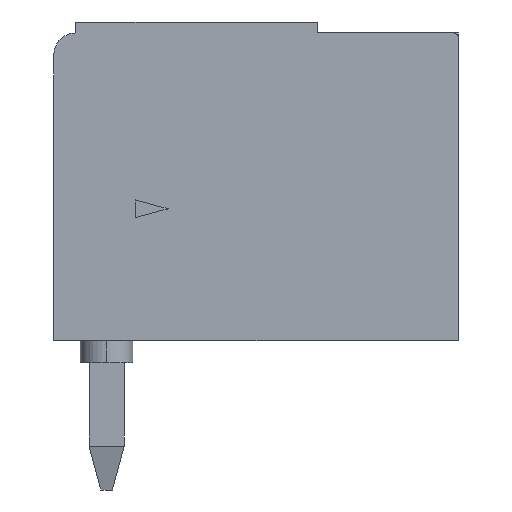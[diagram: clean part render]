
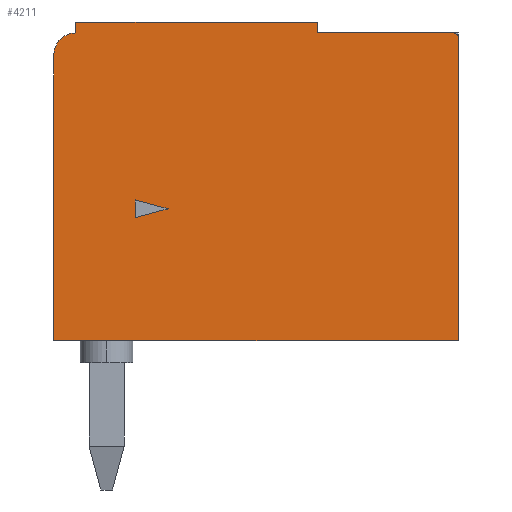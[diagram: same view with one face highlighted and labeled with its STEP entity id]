
A CAD part, left-side view. The second image highlights one B-rep face of the part: STEP entity #4211.
In plain terms, the highlighted planar face has unit normal (-1, 0, 0).
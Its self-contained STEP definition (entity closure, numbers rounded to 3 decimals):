
#1722=CARTESIAN_POINT('',(-4.2,-1.4,3.));
#1723=VERTEX_POINT('',#1722);
#1732=CARTESIAN_POINT('',(-4.2,-0.65,3.201));
#1733=VERTEX_POINT('',#1732);
#1734=CARTESIAN_POINT('',(-4.2,-0.65,3.201));
#1735=DIRECTION('',(0.0,-0.966,-0.259));
#1736=VECTOR('',#1735,0.776);
#1737=LINE('',#1734,#1736);
#1738=EDGE_CURVE('',#1733,#1723,#1737,.T.);
#1786=CARTESIAN_POINT('',(-4.2,-0.65,2.799));
#1787=VERTEX_POINT('',#1786);
#1788=CARTESIAN_POINT('',(-4.2,-1.4,3.));
#1789=DIRECTION('',(0.0,0.966,-0.259));
#1790=VECTOR('',#1789,0.776);
#1791=LINE('',#1788,#1790);
#1792=EDGE_CURVE('',#1723,#1787,#1791,.T.);
#1859=CARTESIAN_POINT('',(-4.2,-4.8,7.25));
#1860=VERTEX_POINT('',#1859);
#1877=CARTESIAN_POINT('',(-4.2,0.7,7.25));
#1878=VERTEX_POINT('',#1877);
#1885=CARTESIAN_POINT('',(-4.2,0.7,7.25));
#1886=DIRECTION('',(0.0,-1.0,0.0));
#1887=VECTOR('',#1886,5.5);
#1888=LINE('',#1885,#1887);
#1889=EDGE_CURVE('',#1878,#1860,#1888,.T.);
#1984=CARTESIAN_POINT('',(-4.2,-7.9,7.));
#1985=VERTEX_POINT('',#1984);
#1992=CARTESIAN_POINT('',(-4.2,-8.,6.9));
#1993=VERTEX_POINT('',#1992);
#1994=CARTESIAN_POINT('',(-4.2,-7.9,6.9));
#1995=DIRECTION('',(-1.0,0.0,0.0));
#1996=DIRECTION('',(0.0,-1.0,0.0));
#1997=AXIS2_PLACEMENT_3D('',#1994,#1995,#1996);
#1998=CIRCLE('',#1997,0.1);
#1999=EDGE_CURVE('',#1993,#1985,#1998,.T.);
#2100=CARTESIAN_POINT('',(-4.2,1.2,6.5));
#2101=VERTEX_POINT('',#2100);
#2108=CARTESIAN_POINT('',(-4.2,0.7,7.));
#2109=VERTEX_POINT('',#2108);
#2110=CARTESIAN_POINT('',(-4.2,0.7,6.5));
#2111=DIRECTION('',(-1.0,0.0,0.0));
#2112=DIRECTION('',(0.0,-1.0,0.0));
#2113=AXIS2_PLACEMENT_3D('',#2110,#2111,#2112);
#2114=CIRCLE('',#2113,0.5);
#2115=EDGE_CURVE('',#2109,#2101,#2114,.T.);
#2209=CARTESIAN_POINT('',(-4.2,-0.65,2.799));
#2210=DIRECTION('',(0.0,0.0,1.0));
#2211=VECTOR('',#2210,0.402);
#2212=LINE('',#2209,#2211);
#2213=EDGE_CURVE('',#1787,#1733,#2212,.T.);
#2274=CARTESIAN_POINT('',(-4.2,1.2,0.));
#2275=VERTEX_POINT('',#2274);
#2282=CARTESIAN_POINT('',(-4.2,1.2,0.));
#2283=DIRECTION('',(0.0,0.0,1.0));
#2284=VECTOR('',#2283,6.5);
#2285=LINE('',#2282,#2284);
#2286=EDGE_CURVE('',#2275,#2101,#2285,.T.);
#2312=CARTESIAN_POINT('',(-4.2,0.7,7.));
#2313=DIRECTION('',(0.0,0.0,1.0));
#2314=VECTOR('',#2313,0.25);
#2315=LINE('',#2312,#2314);
#2316=EDGE_CURVE('',#2109,#1878,#2315,.T.);
#2587=CARTESIAN_POINT('',(-4.2,-4.8,7.));
#2588=VERTEX_POINT('',#2587);
#2595=CARTESIAN_POINT('',(-4.2,-4.8,7.));
#2596=DIRECTION('',(0.0,-1.0,0.0));
#2597=VECTOR('',#2596,3.1);
#2598=LINE('',#2595,#2597);
#2599=EDGE_CURVE('',#2588,#1985,#2598,.T.);
#2612=CARTESIAN_POINT('',(-4.2,-8.,0.));
#2613=VERTEX_POINT('',#2612);
#2646=CARTESIAN_POINT('',(-4.2,-8.,6.9));
#2647=DIRECTION('',(0.0,0.0,-1.0));
#2648=VECTOR('',#2647,6.9);
#2649=LINE('',#2646,#2648);
#2650=EDGE_CURVE('',#1993,#2613,#2649,.T.);
#2952=CARTESIAN_POINT('',(-4.2,-4.8,7.25));
#2953=DIRECTION('',(0.0,0.0,-1.0));
#2954=VECTOR('',#2953,0.25);
#2955=LINE('',#2952,#2954);
#2956=EDGE_CURVE('',#1860,#2588,#2955,.T.);
#4159=CARTESIAN_POINT('',(-4.2,-8.,0.));
#4160=DIRECTION('',(0.0,1.0,0.0));
#4161=VECTOR('',#4160,9.2);
#4162=LINE('',#4159,#4161);
#4163=EDGE_CURVE('',#2613,#2275,#4162,.T.);
#4190=CARTESIAN_POINT('',(-4.2,1.66,-0.363));
#4191=DIRECTION('',(-1.0,0.0,0.0));
#4192=DIRECTION('',(0.0,-1.0,0.0));
#4193=AXIS2_PLACEMENT_3D('',#4190,#4191,#4192);
#4194=PLANE('',#4193);
#4195=ORIENTED_EDGE('',*,*,#1999,.T.);
#4196=ORIENTED_EDGE('',*,*,#2599,.F.);
#4197=ORIENTED_EDGE('',*,*,#2956,.F.);
#4198=ORIENTED_EDGE('',*,*,#1889,.F.);
#4199=ORIENTED_EDGE('',*,*,#2316,.F.);
#4200=ORIENTED_EDGE('',*,*,#2115,.T.);
#4201=ORIENTED_EDGE('',*,*,#2286,.F.);
#4202=ORIENTED_EDGE('',*,*,#4163,.F.);
#4203=ORIENTED_EDGE('',*,*,#2650,.F.);
#4204=EDGE_LOOP('',(#4195,#4196,#4197,#4198,#4199,#4200,#4201,#4202,#4203));
#4205=FACE_OUTER_BOUND('',#4204,.T.);
#4206=ORIENTED_EDGE('',*,*,#1738,.T.);
#4207=ORIENTED_EDGE('',*,*,#1792,.T.);
#4208=ORIENTED_EDGE('',*,*,#2213,.T.);
#4209=EDGE_LOOP('',(#4206,#4207,#4208));
#4210=FACE_BOUND('',#4209,.T.);
#4211=ADVANCED_FACE('',(#4205,#4210),#4194,.T.);
